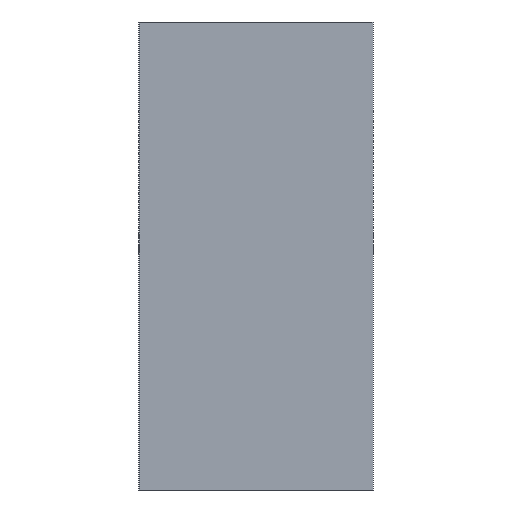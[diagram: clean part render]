
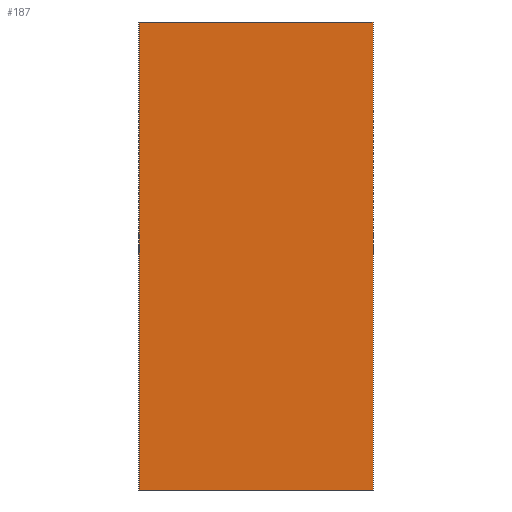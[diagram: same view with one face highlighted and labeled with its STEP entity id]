
A CAD part, front view. The second image highlights one B-rep face of the part: STEP entity #187.
In plain terms, the highlighted planar face has unit normal (0, -1, 0).
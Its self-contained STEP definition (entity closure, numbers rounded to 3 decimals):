
#21=FACE_OUTER_BOUND('',#31,.T.);
#31=EDGE_LOOP('',(#151,#152,#153,#154));
#46=LINE('',#287,#70);
#51=LINE('',#297,#75);
#54=LINE('',#303,#78);
#55=LINE('',#304,#79);
#70=VECTOR('',#236,10.);
#75=VECTOR('',#245,10.);
#78=VECTOR('',#250,10.);
#79=VECTOR('',#251,10.);
#91=VERTEX_POINT('',#284);
#92=VERTEX_POINT('',#286);
#95=VERTEX_POINT('',#296);
#97=VERTEX_POINT('',#302);
#110=EDGE_CURVE('',#91,#92,#46,.T.);
#115=EDGE_CURVE('',#95,#92,#51,.T.);
#118=EDGE_CURVE('',#97,#95,#54,.T.);
#119=EDGE_CURVE('',#97,#91,#55,.T.);
#151=ORIENTED_EDGE('',*,*,#118,.T.);
#152=ORIENTED_EDGE('',*,*,#115,.T.);
#153=ORIENTED_EDGE('',*,*,#110,.F.);
#154=ORIENTED_EDGE('',*,*,#119,.F.);
#177=PLANE('',#211);
#187=ADVANCED_FACE('',(#21),#177,.T.);
#211=AXIS2_PLACEMENT_3D('',#301,#248,#249);
#236=DIRECTION('',(1.,0.,0.));
#245=DIRECTION('',(0.,0.,1.));
#248=DIRECTION('center_axis',(0.,-1.,0.));
#249=DIRECTION('ref_axis',(1.,0.,0.));
#250=DIRECTION('',(1.,0.,0.));
#251=DIRECTION('',(0.,0.,1.));
#284=CARTESIAN_POINT('',(77.666,-20.,-72.999));
#286=CARTESIAN_POINT('',(87.666,-20.,-72.999));
#287=CARTESIAN_POINT('',(77.666,-20.,-72.999));
#296=CARTESIAN_POINT('',(87.666,-20.,-92.999));
#297=CARTESIAN_POINT('',(87.666,-20.,-92.999));
#301=CARTESIAN_POINT('Origin',(77.666,-20.,-92.999));
#302=CARTESIAN_POINT('',(77.666,-20.,-92.999));
#303=CARTESIAN_POINT('',(77.666,-20.,-92.999));
#304=CARTESIAN_POINT('',(77.666,-20.,-92.999));
